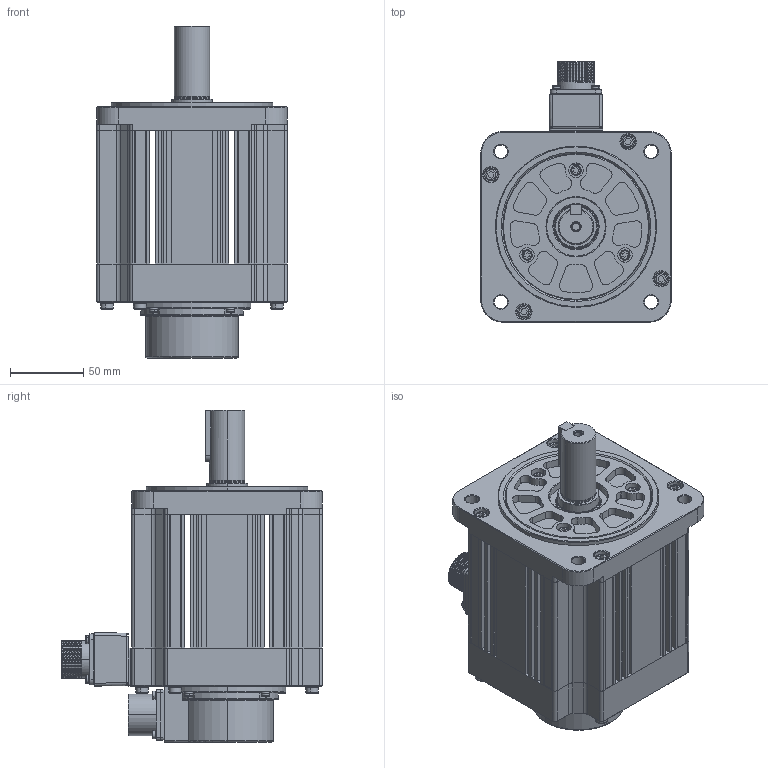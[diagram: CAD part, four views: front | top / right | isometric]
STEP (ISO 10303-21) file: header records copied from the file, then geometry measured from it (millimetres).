
FILE_DESCRIPTION (( 'STEP AP203' ), '1' );
FILE_NAME ('EM1-2KW-K.STEP', '2019-12-03T02:28:42', ( '' ), ( '' ), 'SwSTEP 2.0', 'SolidWorks 2015', '' );
FILE_SCHEMA (( 'CONFIG_CONTROL_DESIGN' ));
Length unit declared in the file: millimetre
Products named in the file (1): EM1-2KW-K
Bounding box: 130 x 177.85 x 226.4 mm (x, y, z)
Surface area: 159373.7 mm2 (no closed solid volume)
Topology: 0 solids, 61 shells, 1039 faces, 3067 edges, 2089 vertices
Faces by surface type: plane 463, cylinder 345, cone 111, torus 87, bspline 30, sphere 3
Entity records: 39602 total; most frequent: CARTESIAN_POINT 12100, DIRECTION 5918, ORIENTED_EDGE 5089, EDGE_CURVE 3059, AXIS2_PLACEMENT_3D 2089, VERTEX_POINT 2088, VECTOR 1740, LINE 1740
